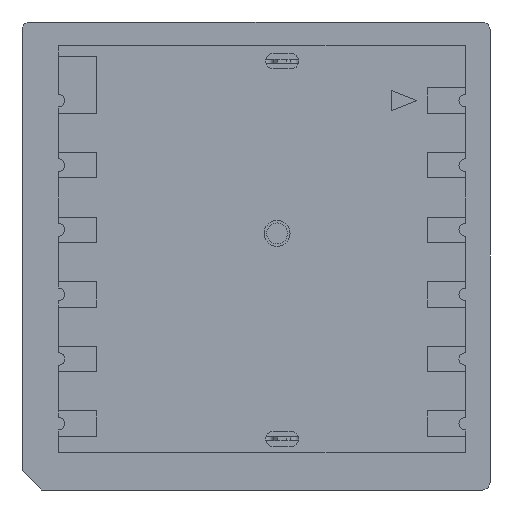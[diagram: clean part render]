
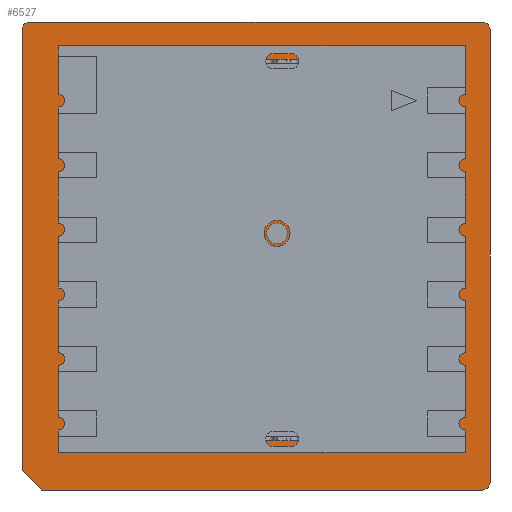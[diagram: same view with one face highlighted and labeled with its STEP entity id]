
A CAD part, front view. The second image highlights one B-rep face of the part: STEP entity #6527.
In plain terms, the highlighted planar face has unit normal (0, -1, 0).
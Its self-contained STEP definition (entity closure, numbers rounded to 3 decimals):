
#6231=CARTESIAN_POINT('',(-8.9,-4.,8.9));
#6232=DIRECTION('',(0.,-1.,0.));
#6233=DIRECTION('',(0.,0.,1.));
#6234=AXIS2_PLACEMENT_3D('',#6231,#6232,#6233);
#6239=DIRECTION('',(1.,0.,0.));
#6240=VECTOR('',#6239,17.8);
#6241=CARTESIAN_POINT('',(-8.9,-4.,9.2));
#6242=LINE('',#6241,#6240);
#6246=CARTESIAN_POINT('',(8.9,-4.,8.9));
#6247=DIRECTION('',(0.,-1.,0.));
#6248=DIRECTION('',(1.,0.,0.));
#6249=AXIS2_PLACEMENT_3D('',#6246,#6247,#6248);
#6254=DIRECTION('',(0.,0.,-1.));
#6255=VECTOR('',#6254,17.8);
#6256=CARTESIAN_POINT('',(9.2,-4.,8.9));
#6257=LINE('',#6256,#6255);
#6261=CARTESIAN_POINT('',(8.9,-4.,-8.9));
#6262=DIRECTION('',(0.,-1.,0.));
#6263=DIRECTION('',(0.,0.,-1.));
#6264=AXIS2_PLACEMENT_3D('',#6261,#6262,#6263);
#6269=DIRECTION('',(-1.,0.,0.));
#6270=VECTOR('',#6269,17.35);
#6271=CARTESIAN_POINT('',(8.9,-4.,-9.2));
#6272=LINE('',#6271,#6270);
#6276=DIRECTION('',(0.707,0.,-0.707));
#6277=VECTOR('',#6276,1.061);
#6278=CARTESIAN_POINT('',(-9.2,-4.,-8.45));
#6279=LINE('',#6278,#6277);
#6283=DIRECTION('',(0.,0.,1.));
#6284=VECTOR('',#6283,17.35);
#6285=CARTESIAN_POINT('',(-9.2,-4.,-8.45));
#6286=LINE('',#6285,#6284);
#6290=CARTESIAN_POINT('',(0.83,-4.,0.89));
#6291=DIRECTION('',(0.,1.,0.));
#6292=DIRECTION('',(1.,0.,0.));
#6293=AXIS2_PLACEMENT_3D('',#6290,#6291,#6292);
#6298=CARTESIAN_POINT('',(0.83,-4.,0.89));
#6299=DIRECTION('',(0.,1.,0.));
#6300=DIRECTION('',(-1.,0.,0.));
#6301=AXIS2_PLACEMENT_3D('',#6298,#6299,#6300);
#6408=CARTESIAN_POINT('',(-9.2,-4.,-8.45));
#6409=CARTESIAN_POINT('',(-8.45,-4.,-9.2));
#6410=VERTEX_POINT('',#6408);
#6411=VERTEX_POINT('',#6409);
#6416=CARTESIAN_POINT('',(-8.9,-4.,9.2));
#6417=CARTESIAN_POINT('',(-9.2,-4.,8.9));
#6418=VERTEX_POINT('',#6416);
#6419=VERTEX_POINT('',#6417);
#6424=CARTESIAN_POINT('',(9.2,-4.,8.9));
#6425=CARTESIAN_POINT('',(8.9,-4.,9.2));
#6426=VERTEX_POINT('',#6424);
#6427=VERTEX_POINT('',#6425);
#6432=CARTESIAN_POINT('',(8.9,-4.,-9.2));
#6433=CARTESIAN_POINT('',(9.2,-4.,-8.9));
#6434=VERTEX_POINT('',#6432);
#6435=VERTEX_POINT('',#6433);
#6444=CARTESIAN_POINT('',(1.24,-4.,0.89));
#6445=CARTESIAN_POINT('',(0.42,-4.,0.89));
#6446=VERTEX_POINT('',#6444);
#6447=VERTEX_POINT('',#6445);
#6499=CARTESIAN_POINT('',(0.,-4.,0.));
#6500=DIRECTION('',(0.,1.,0.));
#6501=DIRECTION('',(1.,0.,0.));
#6502=AXIS2_PLACEMENT_3D('',#6499,#6500,#6501);
#6503=PLANE('',#6502);
#6504=ORIENTED_EDGE('',*,*,#6489,.F.);
#6506=ORIENTED_EDGE('',*,*,#6505,.T.);
#6508=ORIENTED_EDGE('',*,*,#6507,.F.);
#6510=ORIENTED_EDGE('',*,*,#6509,.T.);
#6512=ORIENTED_EDGE('',*,*,#6511,.F.);
#6514=ORIENTED_EDGE('',*,*,#6513,.T.);
#6516=ORIENTED_EDGE('',*,*,#6515,.F.);
#6518=ORIENTED_EDGE('',*,*,#6517,.T.);
#6519=EDGE_LOOP('',(#6504,#6506,#6508,#6510,#6512,#6514,#6516,#6518));
#6520=FACE_OUTER_BOUND('',#6519,.F.);
#6522=ORIENTED_EDGE('',*,*,#6521,.F.);
#6524=ORIENTED_EDGE('',*,*,#6523,.F.);
#6525=EDGE_LOOP('',(#6522,#6524));
#6526=FACE_BOUND('',#6525,.F.);
#6235=CIRCLE('',#6234,0.3);
#6250=CIRCLE('',#6249,0.3);
#6265=CIRCLE('',#6264,0.3);
#6294=CIRCLE('',#6293,0.41);
#6302=CIRCLE('',#6301,0.41);
#6489=EDGE_CURVE('',#6418,#6419,#6235,.T.);
#6505=EDGE_CURVE('',#6418,#6427,#6242,.T.);
#6507=EDGE_CURVE('',#6426,#6427,#6250,.T.);
#6509=EDGE_CURVE('',#6426,#6435,#6257,.T.);
#6511=EDGE_CURVE('',#6434,#6435,#6265,.T.);
#6513=EDGE_CURVE('',#6434,#6411,#6272,.T.);
#6515=EDGE_CURVE('',#6410,#6411,#6279,.T.);
#6517=EDGE_CURVE('',#6410,#6419,#6286,.T.);
#6521=EDGE_CURVE('',#6446,#6447,#6294,.T.);
#6523=EDGE_CURVE('',#6447,#6446,#6302,.T.);
#6527=ADVANCED_FACE('',(#6520,#6526),#6503,.F.);
